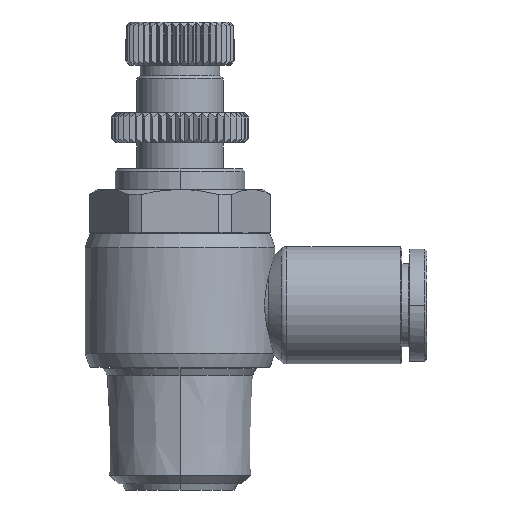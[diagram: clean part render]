
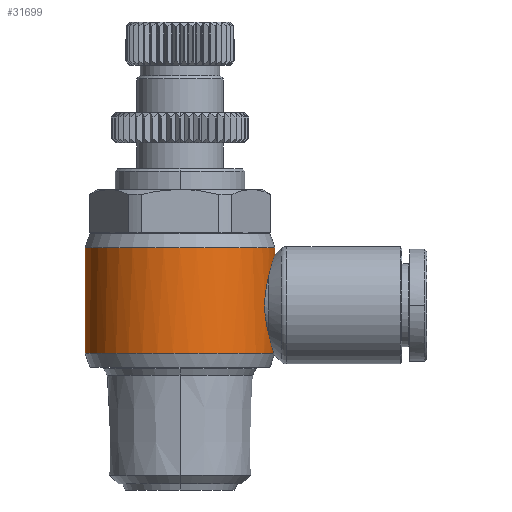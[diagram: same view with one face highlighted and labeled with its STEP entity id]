
A CAD part, front view. The second image highlights one B-rep face of the part: STEP entity #31699.
In plain terms, the highlighted cylindrical face has radius 11 mm (diameter 22 mm), a partial arc.
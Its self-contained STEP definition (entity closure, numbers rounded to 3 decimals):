
#223=CARTESIAN_POINT('',(-6.,0.,5.9));
#224=VERTEX_POINT('',#223);
#304=CARTESIAN_POINT('',(-6.,0.,6.652));
#305=VERTEX_POINT('',#304);
#314=CARTESIAN_POINT('',(16.,0.,6.652));
#315=VERTEX_POINT('',#314);
#363=CARTESIAN_POINT('',(16.,0.,-5.552));
#364=VERTEX_POINT('',#363);
#387=CARTESIAN_POINT('',(-6.,0.,5.9));
#388=DIRECTION('',(0.0,0.0,1.0));
#389=VECTOR('',#388,0.752);
#390=LINE('',#387,#389);
#391=EDGE_CURVE('',#224,#305,#390,.T.);
#419=CARTESIAN_POINT('',(16.,0.,6.652));
#420=DIRECTION('',(0.0,0.0,-1.0));
#421=VECTOR('',#420,12.203);
#422=LINE('',#419,#421);
#423=EDGE_CURVE('',#315,#364,#422,.T.);
#31619=CARTESIAN_POINT('',(5.,0.,0.55));
#31620=DIRECTION('',(0.,0.,1.0));
#31621=DIRECTION('',(-1.0,0.0,0.0));
#31622=AXIS2_PLACEMENT_3D('',#31619,#31620,#31621);
#31623=CYLINDRICAL_SURFACE('',#31622,11.);
#31624=ORIENTED_EDGE('',*,*,#391,.T.);
#31625=CARTESIAN_POINT('',(5.,0.,6.652));
#31626=DIRECTION('',(0.0,0.0,1.0));
#31627=DIRECTION('',(-1.0,0.0,0.0));
#31628=AXIS2_PLACEMENT_3D('',#31625,#31626,#31627);
#31629=CIRCLE('',#31628,11.);
#31630=EDGE_CURVE('',#315,#305,#31629,.T.);
#31631=ORIENTED_EDGE('',*,*,#31630,.F.);
#31632=ORIENTED_EDGE('',*,*,#423,.T.);
#31633=CARTESIAN_POINT('',(-5.877,1.642,-5.552));
#31634=VERTEX_POINT('',#31633);
#31635=CARTESIAN_POINT('',(5.,0.,-5.552));
#31636=DIRECTION('',(0.0,0.0,1.0));
#31637=DIRECTION('',(-1.0,0.0,0.0));
#31638=AXIS2_PLACEMENT_3D('',#31635,#31636,#31637);
#31639=CIRCLE('',#31638,11.0);
#31640=EDGE_CURVE('',#364,#31634,#31639,.T.);
#31641=ORIENTED_EDGE('',*,*,#31640,.T.);
#31642=CARTESIAN_POINT('',(-5.285,3.901,-3.524));
#31643=VERTEX_POINT('',#31642);
#31644=CARTESIAN_POINT('',(-5.877,1.642,-5.552));
#31645=CARTESIAN_POINT('',(-5.856,1.782,-5.49));
#31646=CARTESIAN_POINT('',(-5.832,1.92,-5.421));
#31647=CARTESIAN_POINT('',(-5.747,2.368,-5.166));
#31648=CARTESIAN_POINT('',(-5.676,2.663,-4.949));
#31649=CARTESIAN_POINT('',(-5.53,3.195,-4.462));
#31650=CARTESIAN_POINT('',(-5.453,3.432,-4.193));
#31651=CARTESIAN_POINT('',(-5.349,3.728,-3.791));
#31652=CARTESIAN_POINT('',(-5.317,3.816,-3.66));
#31653=CARTESIAN_POINT('',(-5.285,3.901,-3.524));
#31654=B_SPLINE_CURVE_WITH_KNOTS('',3,(#31644,#31645,#31646,#31647,#31648,#31649,#31650,#31651,#31652,#31653),.UNSPECIFIED.,.F.,.U.,(4,2,2,2,4),(9.911,10.359,11.416,12.473,12.947),.UNSPECIFIED.);
#31655=EDGE_CURVE('',#31634,#31643,#31654,.T.);
#31656=ORIENTED_EDGE('',*,*,#31655,.T.);
#31657=CARTESIAN_POINT('',(-5.285,3.901,3.524));
#31658=VERTEX_POINT('',#31657);
#31659=CARTESIAN_POINT('',(-5.285,3.901,3.524));
#31660=CARTESIAN_POINT('',(-5.239,4.023,3.326));
#31661=CARTESIAN_POINT('',(-5.19,4.146,3.114));
#31662=CARTESIAN_POINT('',(-5.053,4.47,2.486));
#31663=CARTESIAN_POINT('',(-4.973,4.643,2.071));
#31664=CARTESIAN_POINT('',(-4.867,4.864,1.324));
#31665=CARTESIAN_POINT('',(-4.832,4.933,1.003));
#31666=CARTESIAN_POINT('',(-4.801,4.994,0.51));
#31667=CARTESIAN_POINT('',(-4.794,5.007,0.343));
#31668=CARTESIAN_POINT('',(-4.789,5.017,0.034));
#31669=CARTESIAN_POINT('',(-4.79,5.016,-0.108));
#31670=CARTESIAN_POINT('',(-4.797,5.001,-0.43));
#31671=CARTESIAN_POINT('',(-4.806,4.984,-0.609));
#31672=CARTESIAN_POINT('',(-4.847,4.904,-1.17));
#31673=CARTESIAN_POINT('',(-4.894,4.81,-1.543));
#31674=CARTESIAN_POINT('',(-5.029,4.522,-2.38));
#31675=CARTESIAN_POINT('',(-5.124,4.309,-2.826));
#31676=CARTESIAN_POINT('',(-5.245,4.006,-3.351));
#31677=CARTESIAN_POINT('',(-5.265,3.953,-3.439));
#31678=CARTESIAN_POINT('',(-5.285,3.901,-3.524));
#31679=B_SPLINE_CURVE_WITH_KNOTS('',3,(#31659,#31660,#31661,#31662,#31663,#31664,#31665,#31666,#31667,#31668,#31669,#31670,#31671,#31672,#31673,#31674,#31675,#31676,#31677,#31678),.UNSPECIFIED.,.F.,.U.,(4,2,2,2,2,2,2,2,2,4),(-4.431,-4.106,-3.539,-3.128,-2.92,-2.744,-2.52,-2.038,-1.409,-1.277),.UNSPECIFIED.);
#31680=EDGE_CURVE('',#31658,#31643,#31679,.T.);
#31681=ORIENTED_EDGE('',*,*,#31680,.F.);
#31682=CARTESIAN_POINT('',(-5.285,3.901,3.524));
#31683=CARTESIAN_POINT('',(-5.317,3.816,3.66));
#31684=CARTESIAN_POINT('',(-5.349,3.728,3.791));
#31685=CARTESIAN_POINT('',(-5.453,3.432,4.193));
#31686=CARTESIAN_POINT('',(-5.53,3.195,4.462));
#31687=CARTESIAN_POINT('',(-5.676,2.663,4.949));
#31688=CARTESIAN_POINT('',(-5.747,2.368,5.166));
#31689=CARTESIAN_POINT('',(-5.867,1.738,5.524));
#31690=CARTESIAN_POINT('',(-5.916,1.401,5.664));
#31691=CARTESIAN_POINT('',(-5.983,0.709,5.853));
#31692=CARTESIAN_POINT('',(-6.,0.352,5.9));
#31693=CARTESIAN_POINT('',(-6.,0.,5.9));
#31694=B_SPLINE_CURVE_WITH_KNOTS('',3,(#31682,#31683,#31684,#31685,#31686,#31687,#31688,#31689,#31690,#31691,#31692,#31693),.UNSPECIFIED.,.F.,.U.,(4,2,2,2,2,4),(20.036,20.51,21.567,22.624,23.68,24.737),.UNSPECIFIED.);
#31695=EDGE_CURVE('',#31658,#224,#31694,.T.);
#31696=ORIENTED_EDGE('',*,*,#31695,.T.);
#31697=EDGE_LOOP('',(#31624,#31631,#31632,#31641,#31656,#31681,#31696));
#31698=FACE_OUTER_BOUND('',#31697,.T.);
#31699=ADVANCED_FACE('',(#31698),#31623,.T.);
